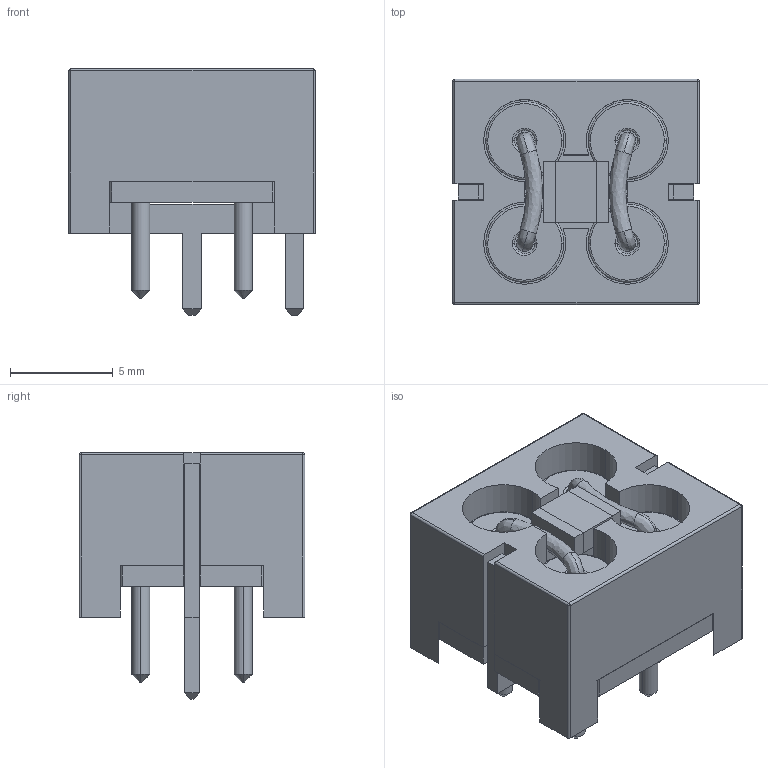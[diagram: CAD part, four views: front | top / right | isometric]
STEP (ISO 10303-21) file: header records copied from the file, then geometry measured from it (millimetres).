
FILE_DESCRIPTION (( 'STEP AP214' ), '1' );
FILE_NAME ('9B87EC38-E854-4DAB-A0C6-60684EE92425.STEP', '2023-11-20T04:36:51', ( '' ), ( '' ), 'SwSTEP 2.0', 'SolidWorks 2022', '' );
FILE_SCHEMA (( 'AUTOMOTIVE_DESIGN' ));
Length unit declared in the file: millimetre
Products named in the file (1): 9B87EC38-E854-4DAB-A0C6-60684EE92425
Bounding box: 12 x 11 x 12 mm (x, y, z)
Surface area: 1635.6 mm2 (no closed solid volume)
Topology: 0 solids, 16 shells, 225 faces, 538 edges, 336 vertices
Faces by surface type: plane 115, cylinder 54, bspline 48, cone 8
Entity records: 7326 total; most frequent: CARTESIAN_POINT 2120, ORIENTED_EDGE 1060, DIRECTION 1042, EDGE_CURVE 534, AXIS2_PLACEMENT_3D 362, VERTEX_POINT 336, VECTOR 318, LINE 318
